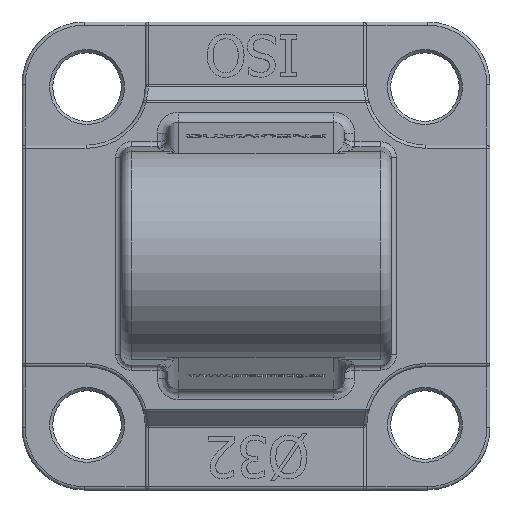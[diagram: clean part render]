
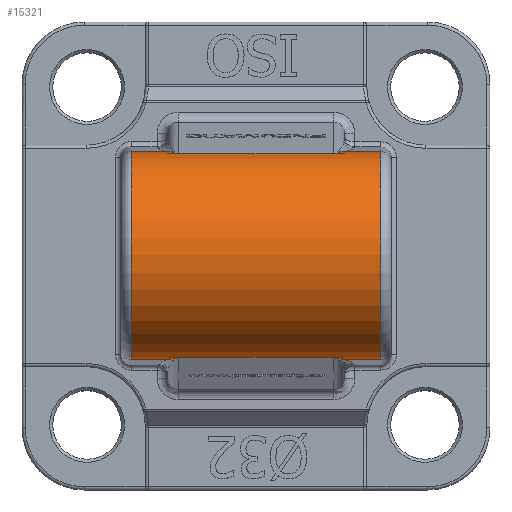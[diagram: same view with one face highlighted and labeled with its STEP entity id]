
A CAD part, top view. The second image highlights one B-rep face of the part: STEP entity #15321.
In plain terms, the highlighted cylindrical face has radius 10 mm (diameter 20 mm), a partial arc.
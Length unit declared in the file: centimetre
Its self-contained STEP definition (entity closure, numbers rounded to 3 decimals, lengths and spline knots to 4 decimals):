
#120=CYLINDRICAL_SURFACE($,#15998,1.);
#203=CIRCLE($,#15789,1.);
#205=CIRCLE($,#15791,1.);
#206=CIRCLE($,#15886,1.);
#209=CIRCLE($,#15889,1.);
#253=CIRCLE($,#15999,1.);
#254=CIRCLE($,#16000,1.);
#1412=FACE_OUTER_BOUND($,#2304,.T.);
#2304=EDGE_LOOP($,(#13039,#13040,#13041,#13042,#13043,#13044,#13045,#13046,
#13047,#13048,#13049,#13050,#13051,#13052,#13053,#13054,#13055,#13056,#13057,
#13058));
#3258=LINE($,#23139,#4646);
#3262=LINE($,#23147,#4650);
#3628=LINE($,#26482,#5016);
#3630=LINE($,#26494,#5018);
#3675=LINE($,#26758,#5063);
#3680=LINE($,#26779,#5068);
#3691=LINE($,#26940,#5079);
#3696=LINE($,#26961,#5084);
#3698=LINE($,#27038,#5086);
#3699=LINE($,#27052,#5087);
#4646=VECTOR($,#17374,0.1);
#4650=VECTOR($,#17378,0.1);
#5016=VECTOR($,#17938,0.1);
#5018=VECTOR($,#17948,0.1);
#5063=VECTOR($,#18113,0.3709);
#5068=VECTOR($,#18138,0.3709);
#5079=VECTOR($,#18197,0.3709);
#5084=VECTOR($,#18222,0.3709);
#5086=VECTOR($,#18236,1.7);
#5087=VECTOR($,#18239,1.7);
#5882=B_SPLINE_CURVE_WITH_KNOTS($,3,(#26992,#26993,#26994,#26995,#26996,
#26997),.UNSPECIFIED.,.F.,.F.,(4,2,4),(-0.2041,0.,0.0012),
 .UNSPECIFIED.);
#5884=B_SPLINE_CURVE_WITH_KNOTS($,3,(#27032,#27033,#27034,#27035,#27036,
#27037),.UNSPECIFIED.,.F.,.F.,(4,2,4),(-0.0012,0.,0.204),
 .UNSPECIFIED.);
#5885=B_SPLINE_CURVE_WITH_KNOTS($,3,(#27039,#27040,#27041,#27042,#27043,
#27044),.UNSPECIFIED.,.F.,.F.,(4,2,4),(-0.2041,0.,0.0012),
 .UNSPECIFIED.);
#5886=B_SPLINE_CURVE_WITH_KNOTS($,3,(#27046,#27047,#27048,#27049,#27050,
#27051),.UNSPECIFIED.,.F.,.F.,(4,2,4),(-0.0012,0.,0.204),
 .UNSPECIFIED.);
#6638=VERTEX_POINT($,#23137);
#6639=VERTEX_POINT($,#23138);
#6642=VERTEX_POINT($,#23144);
#6643=VERTEX_POINT($,#23146);
#6644=VERTEX_POINT($,#23148);
#6647=VERTEX_POINT($,#23154);
#7054=VERTEX_POINT($,#26480);
#7055=VERTEX_POINT($,#26481);
#7056=VERTEX_POINT($,#26483);
#7059=VERTEX_POINT($,#26489);
#7060=VERTEX_POINT($,#26491);
#7061=VERTEX_POINT($,#26493);
#7114=VERTEX_POINT($,#26755);
#7115=VERTEX_POINT($,#26757);
#7119=VERTEX_POINT($,#26771);
#7121=VERTEX_POINT($,#26777);
#7141=VERTEX_POINT($,#26937);
#7142=VERTEX_POINT($,#26939);
#7146=VERTEX_POINT($,#26953);
#7148=VERTEX_POINT($,#26959);
#8427=EDGE_CURVE($,#6638,#6639,#3258,.T.);
#8431=EDGE_CURVE($,#6642,#6643,#3262,.T.);
#8432=EDGE_CURVE($,#6644,#6643,#203,.T.);
#8436=EDGE_CURVE($,#6638,#6647,#205,.T.);
#9046=EDGE_CURVE($,#7054,#7055,#3628,.T.);
#9047=EDGE_CURVE($,#7056,#7054,#206,.T.);
#9051=EDGE_CURVE($,#7060,#7059,#209,.T.);
#9052=EDGE_CURVE($,#7061,#7060,#3630,.T.);
#9132=EDGE_CURVE($,#7115,#7114,#3675,.F.);
#9143=EDGE_CURVE($,#7119,#7121,#3680,.T.);
#9172=EDGE_CURVE($,#7142,#7141,#3691,.T.);
#9183=EDGE_CURVE($,#7148,#7146,#3696,.T.);
#9187=EDGE_CURVE($,#7115,#7055,#5882,.T.);
#9190=EDGE_CURVE($,#7119,#7114,#253,.T.);
#9191=EDGE_CURVE($,#6639,#7121,#5884,.T.);
#9192=EDGE_CURVE($,#6647,#6644,#3698,.T.);
#9193=EDGE_CURVE($,#7142,#6642,#5885,.T.);
#9194=EDGE_CURVE($,#7146,#7141,#254,.T.);
#9195=EDGE_CURVE($,#7061,#7148,#5886,.T.);
#9196=EDGE_CURVE($,#7059,#7056,#3699,.T.);
#13039=ORIENTED_EDGE($,*,*,#9187,.F.);
#13040=ORIENTED_EDGE($,*,*,#9132,.T.);
#13041=ORIENTED_EDGE($,*,*,#9190,.F.);
#13042=ORIENTED_EDGE($,*,*,#9143,.T.);
#13043=ORIENTED_EDGE($,*,*,#9191,.F.);
#13044=ORIENTED_EDGE($,*,*,#8427,.F.);
#13045=ORIENTED_EDGE($,*,*,#8436,.T.);
#13046=ORIENTED_EDGE($,*,*,#9192,.T.);
#13047=ORIENTED_EDGE($,*,*,#8432,.T.);
#13048=ORIENTED_EDGE($,*,*,#8431,.F.);
#13049=ORIENTED_EDGE($,*,*,#9193,.F.);
#13050=ORIENTED_EDGE($,*,*,#9172,.T.);
#13051=ORIENTED_EDGE($,*,*,#9194,.F.);
#13052=ORIENTED_EDGE($,*,*,#9183,.F.);
#13053=ORIENTED_EDGE($,*,*,#9195,.F.);
#13054=ORIENTED_EDGE($,*,*,#9052,.T.);
#13055=ORIENTED_EDGE($,*,*,#9051,.T.);
#13056=ORIENTED_EDGE($,*,*,#9196,.T.);
#13057=ORIENTED_EDGE($,*,*,#9047,.T.);
#13058=ORIENTED_EDGE($,*,*,#9046,.T.);
#15321=ADVANCED_FACE($,(#1412),#120,.T.);
#15789=AXIS2_PLACEMENT_3D($,#23149,#17379,#17380);
#15791=AXIS2_PLACEMENT_3D($,#23156,#17385,#17386);
#15886=AXIS2_PLACEMENT_3D($,#26484,#17939,#17940);
#15889=AXIS2_PLACEMENT_3D($,#26492,#17946,#17947);
#15998=AXIS2_PLACEMENT_3D($,#27030,#18232,#18233);
#15999=AXIS2_PLACEMENT_3D($,#27031,#18234,#18235);
#16000=AXIS2_PLACEMENT_3D($,#27045,#18237,#18238);
#17374=DIRECTION($,(1.,0.,0.));
#17378=DIRECTION($,(1.,0.,0.));
#17379=DIRECTION('center_axis',(1.,0.,0.));
#17380=DIRECTION('ref_axis',(0.,0.999,0.038));
#17385=DIRECTION('center_axis',(-1.,0.,0.));
#17386=DIRECTION('ref_axis',(0.,0.999,0.038));
#17938=DIRECTION($,(1.,0.,0.));
#17939=DIRECTION('center_axis',(-1.,0.,0.));
#17940=DIRECTION('ref_axis',(0.,0.999,0.038));
#17946=DIRECTION('center_axis',(1.,0.,0.));
#17947=DIRECTION('ref_axis',(0.,0.999,0.038));
#17948=DIRECTION($,(1.,0.,0.));
#18113=DIRECTION($,(1.,0.,0.));
#18138=DIRECTION($,(1.,0.,0.));
#18197=DIRECTION($,(1.,0.,0.));
#18222=DIRECTION($,(1.,0.,0.));
#18232=DIRECTION('center_axis',(1.,0.,0.));
#18233=DIRECTION('ref_axis',(0.,0.999,0.038));
#18234=DIRECTION('center_axis',(-1.,0.,0.));
#18235=DIRECTION('ref_axis',(0.,0.,1.));
#18236=DIRECTION($,(1.,0.,0.));
#18237=DIRECTION('center_axis',(1.,0.,0.));
#18238=DIRECTION('ref_axis',(0.,0.,1.));
#18239=DIRECTION($,(-1.,0.,0.));
#23137=CARTESIAN_POINT('',(-0.85,-0.978,2.4087));
#23138=CARTESIAN_POINT('',(-0.75,-0.978,2.4087));
#23139=CARTESIAN_POINT($,(-0.85,-0.978,2.4087));
#23144=CARTESIAN_POINT('',(0.75,-0.978,2.4087));
#23146=CARTESIAN_POINT('',(0.85,-0.978,2.4087));
#23147=CARTESIAN_POINT($,(0.75,-0.978,2.4087));
#23148=CARTESIAN_POINT('',(0.85,-0.9777,2.41));
#23149=CARTESIAN_POINT('Origin',(0.85,0.,2.2));
#23154=CARTESIAN_POINT('',(-0.85,-0.9777,2.41));
#23156=CARTESIAN_POINT('Origin',(-0.85,0.,2.2));
#26480=CARTESIAN_POINT('',(-0.85,0.978,2.4087));
#26481=CARTESIAN_POINT('',(-0.75,0.978,2.4087));
#26482=CARTESIAN_POINT($,(-0.85,0.978,2.4087));
#26483=CARTESIAN_POINT('',(-0.85,0.9777,2.41));
#26484=CARTESIAN_POINT('Origin',(-0.85,0.,2.2));
#26489=CARTESIAN_POINT('',(0.85,0.9777,2.41));
#26491=CARTESIAN_POINT('',(0.85,0.978,2.4087));
#26492=CARTESIAN_POINT('Origin',(0.85,0.,2.2));
#26493=CARTESIAN_POINT('',(0.75,0.978,2.4087));
#26494=CARTESIAN_POINT($,(0.75,0.978,2.4087));
#26755=CARTESIAN_POINT('',(-1.2,0.9993,2.2379));
#26757=CARTESIAN_POINT('',(-0.8291,0.9993,2.2379));
#26758=CARTESIAN_POINT($,(-1.2,0.9993,2.2379));
#26771=CARTESIAN_POINT('',(-1.2,-0.9993,2.2379));
#26777=CARTESIAN_POINT('',(-0.8291,-0.9993,2.2379));
#26779=CARTESIAN_POINT($,(-1.2,-0.9993,2.2379));
#26937=CARTESIAN_POINT('',(1.2,-0.9993,2.2379));
#26939=CARTESIAN_POINT('',(0.8291,-0.9993,2.2379));
#26940=CARTESIAN_POINT($,(0.8291,-0.9993,2.2379));
#26953=CARTESIAN_POINT('',(1.2,0.9993,2.2379));
#26959=CARTESIAN_POINT('',(0.8291,0.9993,2.2379));
#26961=CARTESIAN_POINT($,(0.8291,0.9993,2.2379));
#26992=CARTESIAN_POINT('Ctrl Pts',(-0.8291,0.9993,
2.2379));
#26993=CARTESIAN_POINT('Ctrl Pts',(-0.8039,0.9971,
2.2953));
#26994=CARTESIAN_POINT('Ctrl Pts',(-0.7771,0.99,
2.3521));
#26995=CARTESIAN_POINT('Ctrl Pts',(-0.7503,0.9781,
2.4081));
#26996=CARTESIAN_POINT('Ctrl Pts',(-0.7502,0.978,
2.4084));
#26997=CARTESIAN_POINT('Ctrl Pts',(-0.75,0.978,2.4087));
#27030=CARTESIAN_POINT('Origin',(0.,0.,2.2));
#27031=CARTESIAN_POINT('Origin',(-1.2,0.,2.2));
#27032=CARTESIAN_POINT('Ctrl Pts',(-0.75,-0.978,
2.4087));
#27033=CARTESIAN_POINT('Ctrl Pts',(-0.7502,-0.978,
2.4084));
#27034=CARTESIAN_POINT('Ctrl Pts',(-0.7503,-0.9781,
2.4081));
#27035=CARTESIAN_POINT('Ctrl Pts',(-0.7772,-0.99,
2.3521));
#27036=CARTESIAN_POINT('Ctrl Pts',(-0.8039,-0.9971,
2.2953));
#27037=CARTESIAN_POINT('Ctrl Pts',(-0.8291,-0.9993,
2.2379));
#27038=CARTESIAN_POINT($,(-0.85,-0.9777,2.41));
#27039=CARTESIAN_POINT('Ctrl Pts',(0.8291,-0.9993,
2.2379));
#27040=CARTESIAN_POINT('Ctrl Pts',(0.8039,-0.9971,
2.2953));
#27041=CARTESIAN_POINT('Ctrl Pts',(0.7771,-0.99,
2.3521));
#27042=CARTESIAN_POINT('Ctrl Pts',(0.7503,-0.9781,
2.4081));
#27043=CARTESIAN_POINT('Ctrl Pts',(0.7502,-0.978,
2.4084));
#27044=CARTESIAN_POINT('Ctrl Pts',(0.75,-0.978,2.4087));
#27045=CARTESIAN_POINT('Origin',(1.2,0.,2.2));
#27046=CARTESIAN_POINT('Ctrl Pts',(0.75,0.978,
2.4087));
#27047=CARTESIAN_POINT('Ctrl Pts',(0.7502,0.978,2.4084));
#27048=CARTESIAN_POINT('Ctrl Pts',(0.7503,0.9781,
2.4081));
#27049=CARTESIAN_POINT('Ctrl Pts',(0.7772,0.99,
2.3521));
#27050=CARTESIAN_POINT('Ctrl Pts',(0.8039,0.9971,
2.2953));
#27051=CARTESIAN_POINT('Ctrl Pts',(0.8291,0.9993,
2.2379));
#27052=CARTESIAN_POINT($,(0.85,0.9777,2.41));
